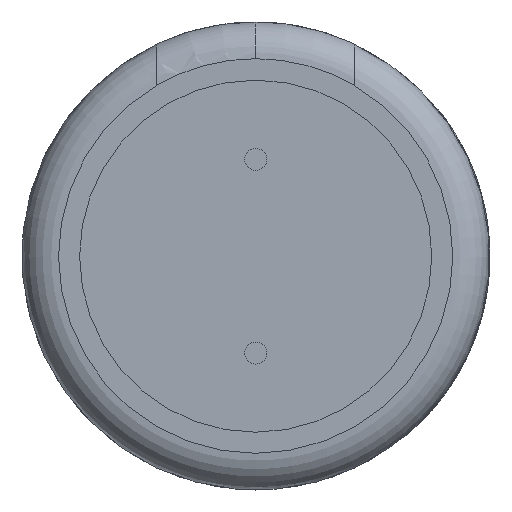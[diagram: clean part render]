
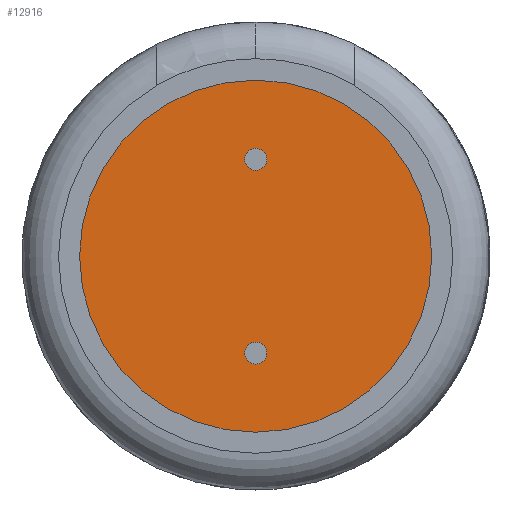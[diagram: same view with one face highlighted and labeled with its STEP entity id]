
A CAD part, front view. The second image highlights one B-rep face of the part: STEP entity #12916.
In plain terms, the highlighted planar face has unit normal (0, -1, 0).
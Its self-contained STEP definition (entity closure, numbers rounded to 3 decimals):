
#87 = VERTEX_POINT ( 'NONE', #11878 ) ;
#426 = DIRECTION ( 'NONE',  ( 0., -1., 0. ) ) ;
#591 = CARTESIAN_POINT ( 'NONE',  ( 0., -4.931, 2.34 ) ) ;
#682 = CIRCLE ( 'NONE', #10332, 0.3 ) ;
#909 = DIRECTION ( 'NONE',  ( 0., -1., 0. ) ) ;
#1008 = CARTESIAN_POINT ( 'NONE',  ( 0., -4.931, 4.8 ) ) ;
#1081 = ORIENTED_EDGE ( 'NONE', *, *, #5882, .F. ) ;
#1206 = VERTEX_POINT ( 'NONE', #1008 ) ;
#1249 = DIRECTION ( 'NONE',  ( 0., -1., 0. ) ) ;
#1412 = VERTEX_POINT ( 'NONE', #11551 ) ;
#1471 = PLANE ( 'NONE',  #4775 ) ;
#1673 = CARTESIAN_POINT ( 'NONE',  ( 0., -4.931, -2.64 ) ) ;
#1809 = ORIENTED_EDGE ( 'NONE', *, *, #10028, .F. ) ;
#1940 = EDGE_LOOP ( 'NONE', ( #8839, #4694 ) ) ;
#2057 = AXIS2_PLACEMENT_3D ( 'NONE', #9458, #2361, #6612 ) ;
#2147 = AXIS2_PLACEMENT_3D ( 'NONE', #10544, #909, #2951 ) ;
#2178 = DIRECTION ( 'NONE',  ( 0., 0., -1. ) ) ;
#2361 = DIRECTION ( 'NONE',  ( 0., 1., 0. ) ) ;
#2473 = FACE_OUTER_BOUND ( 'NONE', #1940, .T. ) ;
#2557 = AXIS2_PLACEMENT_3D ( 'NONE', #12034, #5388, #9659 ) ;
#2757 = VERTEX_POINT ( 'NONE', #591 ) ;
#2893 = DIRECTION ( 'NONE',  ( 0., 1., 0. ) ) ;
#2951 = DIRECTION ( 'NONE',  ( 0., 0., -1. ) ) ;
#3528 = CARTESIAN_POINT ( 'NONE',  ( 0., -4.931, -2.34 ) ) ;
#4528 = EDGE_CURVE ( 'NONE', #1412, #2757, #7519, .T. ) ;
#4694 = ORIENTED_EDGE ( 'NONE', *, *, #6674, .F. ) ;
#4775 = AXIS2_PLACEMENT_3D ( 'NONE', #5786, #426, #13078 ) ;
#4851 = AXIS2_PLACEMENT_3D ( 'NONE', #5021, #1249, #2178 ) ;
#5021 = CARTESIAN_POINT ( 'NONE',  ( 0., -4.931, 2.64 ) ) ;
#5300 = CIRCLE ( 'NONE', #4851, 0.3 ) ;
#5388 = DIRECTION ( 'NONE',  ( 0., -1., 0. ) ) ;
#5460 = ORIENTED_EDGE ( 'NONE', *, *, #5981, .F. ) ;
#5630 = EDGE_LOOP ( 'NONE', ( #1081, #1809 ) ) ;
#5786 = CARTESIAN_POINT ( 'NONE',  ( 0., -4.931, 4.8 ) ) ;
#5882 = EDGE_CURVE ( 'NONE', #8183, #10451, #8435, .T. ) ;
#5888 = CIRCLE ( 'NONE', #2057, 4.8 ) ;
#5981 = EDGE_CURVE ( 'NONE', #2757, #1412, #5300, .T. ) ;
#6612 = DIRECTION ( 'NONE',  ( 0., 0., 1. ) ) ;
#6674 = EDGE_CURVE ( 'NONE', #87, #1206, #7567, .T. ) ;
#6859 = FACE_BOUND ( 'NONE', #5630, .T. ) ;
#7519 = CIRCLE ( 'NONE', #2557, 0.3 ) ;
#7567 = CIRCLE ( 'NONE', #10463, 4.8 ) ;
#8072 = CARTESIAN_POINT ( 'NONE',  ( 0., -4.931, -2.94 ) ) ;
#8183 = VERTEX_POINT ( 'NONE', #3528 ) ;
#8399 = CARTESIAN_POINT ( 'NONE',  ( 0., -4.931, 0. ) ) ;
#8435 = CIRCLE ( 'NONE', #2147, 0.3 ) ;
#8839 = ORIENTED_EDGE ( 'NONE', *, *, #10528, .F. ) ;
#9201 = DIRECTION ( 'NONE',  ( 0., -1., 0. ) ) ;
#9365 = DIRECTION ( 'NONE',  ( 0., 0., 1. ) ) ;
#9458 = CARTESIAN_POINT ( 'NONE',  ( 0., -4.931, 0. ) ) ;
#9659 = DIRECTION ( 'NONE',  ( 0., 0., -1. ) ) ;
#10028 = EDGE_CURVE ( 'NONE', #10451, #8183, #682, .T. ) ;
#10218 = EDGE_LOOP ( 'NONE', ( #12677, #5460 ) ) ;
#10332 = AXIS2_PLACEMENT_3D ( 'NONE', #1673, #9201, #12207 ) ;
#10451 = VERTEX_POINT ( 'NONE', #8072 ) ;
#10463 = AXIS2_PLACEMENT_3D ( 'NONE', #8399, #2893, #9365 ) ;
#10528 = EDGE_CURVE ( 'NONE', #1206, #87, #5888, .T. ) ;
#10544 = CARTESIAN_POINT ( 'NONE',  ( 0., -4.931, -2.64 ) ) ;
#11120 = FACE_BOUND ( 'NONE', #10218, .T. ) ;
#11551 = CARTESIAN_POINT ( 'NONE',  ( 0., -4.931, 2.94 ) ) ;
#11878 = CARTESIAN_POINT ( 'NONE',  ( 0., -4.931, -4.8 ) ) ;
#12034 = CARTESIAN_POINT ( 'NONE',  ( 0., -4.931, 2.64 ) ) ;
#12207 = DIRECTION ( 'NONE',  ( 0., 0., -1. ) ) ;
#12677 = ORIENTED_EDGE ( 'NONE', *, *, #4528, .F. ) ;
#12916 = ADVANCED_FACE ( 'NONE', ( #6859, #11120, #2473 ), #1471, .T. ) ;
#13078 = DIRECTION ( 'NONE',  ( 0., 0., -1. ) ) ;
